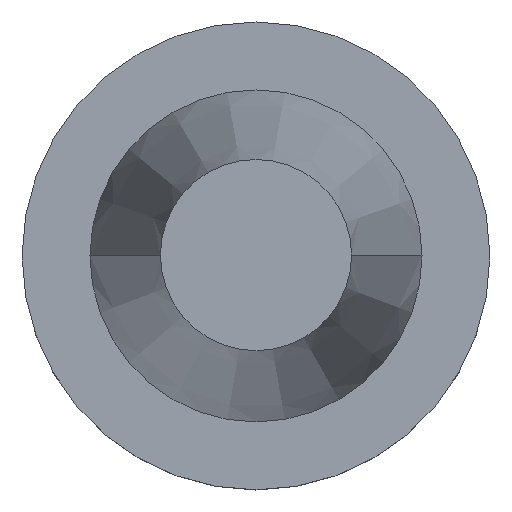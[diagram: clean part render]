
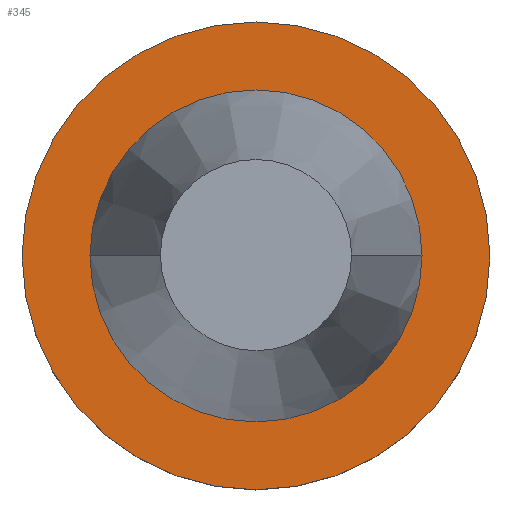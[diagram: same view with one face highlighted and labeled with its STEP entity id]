
A CAD part, top view. The second image highlights one B-rep face of the part: STEP entity #345.
In plain terms, the highlighted planar face has unit normal (0, 0, 1).
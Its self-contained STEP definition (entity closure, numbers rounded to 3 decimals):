
#15 = EDGE_LOOP ( 'NONE', ( #613, #34 ) ) ;
#34 = ORIENTED_EDGE ( 'NONE', *, *, #48, .T. ) ;
#36 = CARTESIAN_POINT ( 'NONE',  ( 34.925, 0., -1.5 ) ) ;
#38 = CIRCLE ( 'NONE', #592, 34.925 ) ;
#44 = DIRECTION ( 'NONE',  ( 0., 0., 1. ) ) ;
#45 = AXIS2_PLACEMENT_3D ( 'NONE', #352, #298, #349 ) ;
#48 = EDGE_CURVE ( 'NONE', #362, #555, #697, .T. ) ;
#114 = EDGE_CURVE ( 'NONE', #433, #639, #38, .T. ) ;
#133 = CARTESIAN_POINT ( 'NONE',  ( 0., 0., -1.5 ) ) ;
#140 = CARTESIAN_POINT ( 'NONE',  ( -34.925, 0., -1.5 ) ) ;
#168 = AXIS2_PLACEMENT_3D ( 'NONE', #571, #44, #279 ) ;
#193 = EDGE_CURVE ( 'NONE', #639, #433, #588, .T. ) ;
#215 = CARTESIAN_POINT ( 'NONE',  ( 0., 0., -1.5 ) ) ;
#279 = DIRECTION ( 'NONE',  ( 1., 0., 0. ) ) ;
#290 = CARTESIAN_POINT ( 'NONE',  ( -49.215, 0., -1.5 ) ) ;
#298 = DIRECTION ( 'NONE',  ( 0., 0., -1. ) ) ;
#345 = ADVANCED_FACE ( 'NONE', ( #410, #583 ), #523, .F. ) ;
#349 = DIRECTION ( 'NONE',  ( -1., 0., 0. ) ) ;
#352 = CARTESIAN_POINT ( 'NONE',  ( 0., 49.215, -1.5 ) ) ;
#362 = VERTEX_POINT ( 'NONE', #290 ) ;
#404 = CARTESIAN_POINT ( 'NONE',  ( 0., 0., -1.5 ) ) ;
#410 = FACE_BOUND ( 'NONE', #535, .T. ) ;
#414 = ORIENTED_EDGE ( 'NONE', *, *, #114, .F. ) ;
#433 = VERTEX_POINT ( 'NONE', #140 ) ;
#437 = DIRECTION ( 'NONE',  ( 0., 0., 1. ) ) ;
#445 = AXIS2_PLACEMENT_3D ( 'NONE', #215, #761, #570 ) ;
#512 = DIRECTION ( 'NONE',  ( 0., 0., 1. ) ) ;
#523 = PLANE ( 'NONE',  #45 ) ;
#532 = AXIS2_PLACEMENT_3D ( 'NONE', #133, #437, #678 ) ;
#535 = EDGE_LOOP ( 'NONE', ( #649, #414 ) ) ;
#555 = VERTEX_POINT ( 'NONE', #744 ) ;
#570 = DIRECTION ( 'NONE',  ( 1., 0., 0. ) ) ;
#571 = CARTESIAN_POINT ( 'NONE',  ( 0., 0., -1.5 ) ) ;
#583 = FACE_OUTER_BOUND ( 'NONE', #15, .T. ) ;
#588 = CIRCLE ( 'NONE', #168, 34.925 ) ;
#592 = AXIS2_PLACEMENT_3D ( 'NONE', #404, #512, #688 ) ;
#613 = ORIENTED_EDGE ( 'NONE', *, *, #682, .T. ) ;
#639 = VERTEX_POINT ( 'NONE', #36 ) ;
#649 = ORIENTED_EDGE ( 'NONE', *, *, #193, .F. ) ;
#678 = DIRECTION ( 'NONE',  ( 1., 0., 0. ) ) ;
#682 = EDGE_CURVE ( 'NONE', #555, #362, #720, .T. ) ;
#688 = DIRECTION ( 'NONE',  ( 1., 0., 0. ) ) ;
#697 = CIRCLE ( 'NONE', #532, 49.215 ) ;
#720 = CIRCLE ( 'NONE', #445, 49.215 ) ;
#744 = CARTESIAN_POINT ( 'NONE',  ( 49.215, 0., -1.5 ) ) ;
#761 = DIRECTION ( 'NONE',  ( 0., 0., 1. ) ) ;
